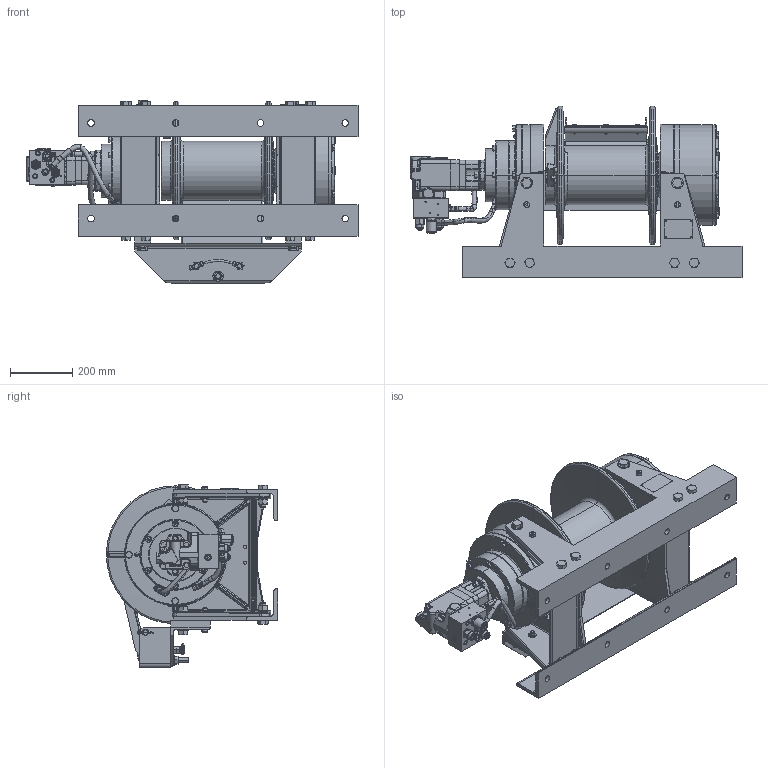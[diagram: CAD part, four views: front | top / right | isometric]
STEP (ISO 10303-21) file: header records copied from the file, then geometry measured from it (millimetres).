
FILE_DESCRIPTION((''),'2;1');
FILE_NAME('TWG-TEMP','2020-10-19T02:30:19',('Administrator'),(''),'CREO PARAMETRIC BY PTC INC, 2019292','CREO PARAMETRIC BY PTC INC, 2019292','');
FILE_SCHEMA(('AUTOMOTIVE_DESIGN { 1 0 10303 214 1 1 1 1 }'));
Products named in the file (1): TWG-TEMP
Bounding box: 1069.91 x 552.45 x 590.35 mm (x, y, z)
Volume: 33382.5 mm3; surface area: 4210613.5 mm2
Topology: 1 solids, 291 shells, 3176 faces, 10168 edges, 7069 vertices
Faces by surface type: plane 1233, cylinder 779, torus 529, cone 407, bspline 179, sphere 49
Entity records: 162383 total; most frequent: CARTESIAN_POINT 56205, ORIENTED_EDGE 16455, DIRECTION 16122, EDGE_CURVE 10047, VERTEX_POINT 7069, AXIS2_PLACEMENT_3D 5862, VECTOR 4395, LINE 4395
